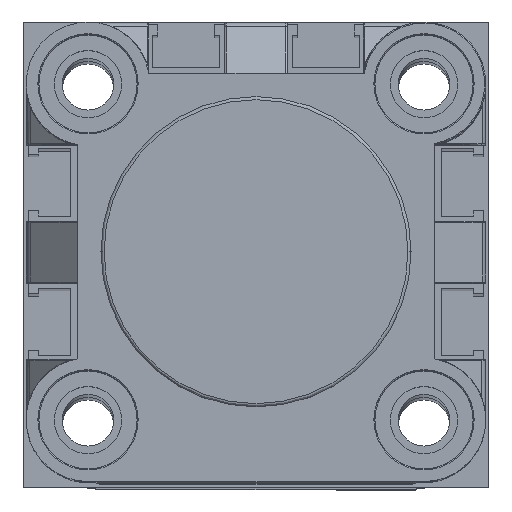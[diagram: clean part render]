
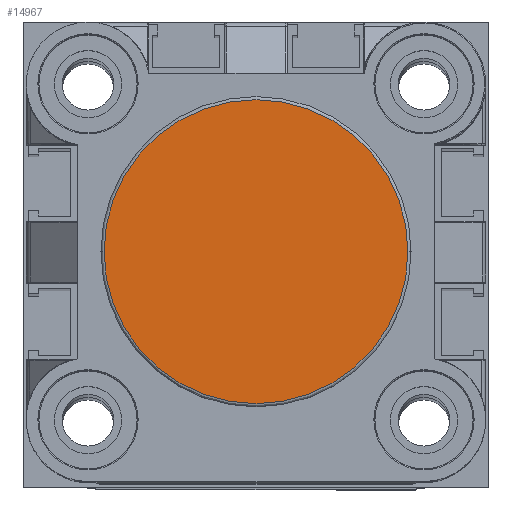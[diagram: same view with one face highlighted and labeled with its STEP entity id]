
A CAD part, top view. The second image highlights one B-rep face of the part: STEP entity #14967.
In plain terms, the highlighted planar face has unit normal (0, 0, 1).
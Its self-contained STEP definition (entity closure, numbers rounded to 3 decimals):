
#429 = AXIS2_PLACEMENT_3D ( 'NONE', #1870, #19414, #4390 ) ;
#1870 = CARTESIAN_POINT ( 'NONE',  ( 17.25, -17.25, 30. ) ) ;
#2721 = CARTESIAN_POINT ( 'NONE',  ( 17.25, -17.25, 30. ) ) ;
#4390 = DIRECTION ( 'NONE',  ( 1., 0., 0. ) ) ;
#4820 = VERTEX_POINT ( 'NONE', #20717 ) ;
#5240 = DIRECTION ( 'NONE',  ( 1., 0., 0. ) ) ;
#7106 = FACE_OUTER_BOUND ( 'NONE', #12596, .T. ) ;
#7578 = DIRECTION ( 'NONE',  ( 0., 0., 1. ) ) ;
#7594 = EDGE_CURVE ( 'NONE', #14009, #4820, #11343, .T. ) ;
#10999 = CIRCLE ( 'NONE', #21051, 14.7 ) ;
#11343 = CIRCLE ( 'NONE', #429, 14.7 ) ;
#12596 = EDGE_LOOP ( 'NONE', ( #31635, #29010 ) ) ;
#14009 = VERTEX_POINT ( 'NONE', #21706 ) ;
#14967 = ADVANCED_FACE ( 'NONE', ( #7106 ), #17567, .T. ) ;
#15050 = CARTESIAN_POINT ( 'NONE',  ( 17.25, -17.25, 30. ) ) ;
#17567 = PLANE ( 'NONE',  #29158 ) ;
#19414 = DIRECTION ( 'NONE',  ( 0., 0., 1. ) ) ;
#20278 = DIRECTION ( 'NONE',  ( 0., 0., 1. ) ) ;
#20717 = CARTESIAN_POINT ( 'NONE',  ( 31.95, -17.25, 30. ) ) ;
#21051 = AXIS2_PLACEMENT_3D ( 'NONE', #2721, #20278, #5240 ) ;
#21706 = CARTESIAN_POINT ( 'NONE',  ( 2.55, -17.25, 30. ) ) ;
#23995 = EDGE_CURVE ( 'NONE', #4820, #14009, #10999, .T. ) ;
#25138 = DIRECTION ( 'NONE',  ( 1., 0., 0. ) ) ;
#29010 = ORIENTED_EDGE ( 'NONE', *, *, #7594, .T. ) ;
#29158 = AXIS2_PLACEMENT_3D ( 'NONE', #15050, #7578, #25138 ) ;
#31635 = ORIENTED_EDGE ( 'NONE', *, *, #23995, .T. ) ;
